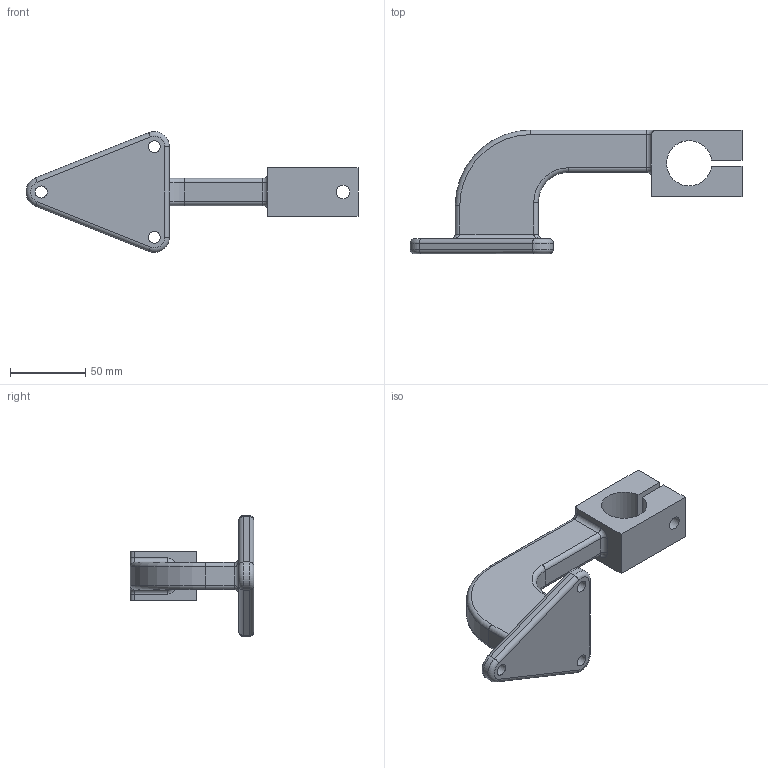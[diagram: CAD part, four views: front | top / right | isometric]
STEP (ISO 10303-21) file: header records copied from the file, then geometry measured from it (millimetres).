
FILE_DESCRIPTION(('Open CASCADE Model'),'2;1');
FILE_NAME('Open CASCADE Shape Model','2019-06-04T14:51:02',('Author'),( 'Open CASCADE'),'Open CASCADE STEP processor 7.3','Open CASCADE 7.3' ,'Unknown');
FILE_SCHEMA(('AUTOMOTIVE_DESIGN { 1 0 10303 214 1 1 1 1 }'));
Length unit declared in the file: millimetre
Products named in the file (1): Open CASCADE STEP translator 7.3 1
Bounding box: 220 x 82 x 79.97 mm (x, y, z)
Volume: 202183.5 mm3; surface area: 41341.2 mm2
Topology: 1 solids, 1 shells, 71 faces, 169 edges, 97 vertices
Faces by surface type: cylinder 34, plane 19, torus 14, bspline 4
Full cylindrical faces by diameter (mm): 8 x3, 9 x2
Entity records: 7158 total; most frequent: CARTESIAN_POINT 3222, DIRECTION 649, LINE 345, VECTOR 345, ORIENTED_EDGE 330, PCURVE 330, DEFINITIONAL_REPRESENTATION 330, EDGE_CURVE 165
